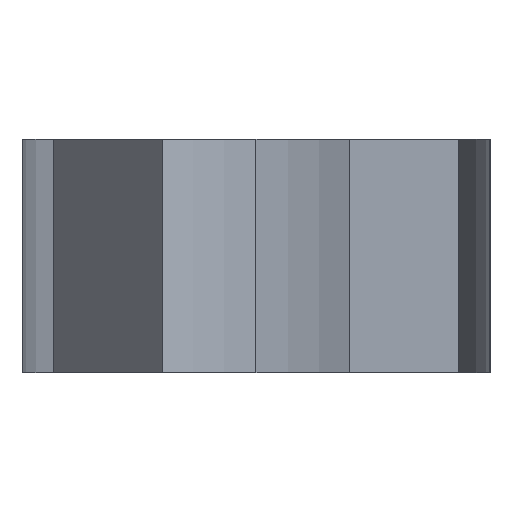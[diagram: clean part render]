
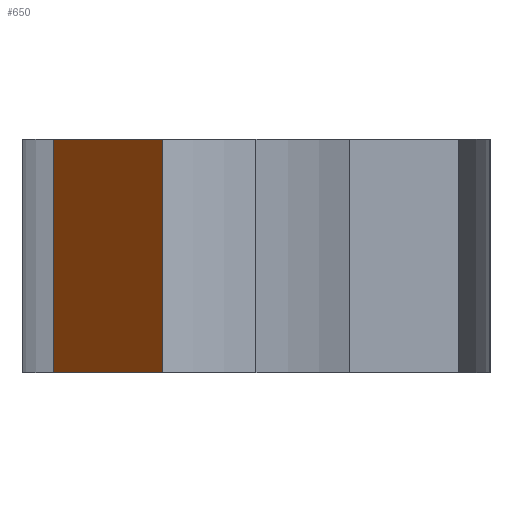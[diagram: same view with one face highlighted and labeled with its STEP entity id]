
A CAD part, left-side view. The second image highlights one B-rep face of the part: STEP entity #650.
In plain terms, the highlighted planar face has unit normal (-0.625, 0.781, 0).
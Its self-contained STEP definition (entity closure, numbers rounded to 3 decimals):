
#157=CARTESIAN_POINT('Vertex',(-45.,13.,7.5)) ;
#160=CARTESIAN_POINT('Line Origine',(-50.,9.,7.5)) ;
#164=CARTESIAN_POINT('Vertex',(-55.,5.,7.5)) ;
#529=CARTESIAN_POINT('Line Origine',(-55.,5.,0.)) ;
#533=CARTESIAN_POINT('Vertex',(-55.,5.,-7.5)) ;
#627=CARTESIAN_POINT('Axis2P3D Location',(-45.,13.,0.)) ;
#632=CARTESIAN_POINT('Line Origine',(-45.,13.,0.)) ;
#636=CARTESIAN_POINT('Vertex',(-45.,13.,-7.5)) ;
#639=CARTESIAN_POINT('Line Origine',(-50.,9.,-7.5)) ;
#161=DIRECTION('Vector Direction',(-0.781,-0.625,0.)) ;
#530=DIRECTION('Vector Direction',(0.,0.,-1.)) ;
#628=DIRECTION('Axis2P3D Direction',(0.625,-0.781,0.)) ;
#629=DIRECTION('Axis2P3D XDirection',(-0.781,-0.625,-0.)) ;
#633=DIRECTION('Vector Direction',(0.,0.,-1.)) ;
#640=DIRECTION('Vector Direction',(-0.781,-0.625,0.)) ;
#630=AXIS2_PLACEMENT_3D('Plane Axis2P3D',#627,#628,#629) ;
#645=ORIENTED_EDGE('',*,*,#638,.T.) ;
#646=ORIENTED_EDGE('',*,*,#643,.T.) ;
#647=ORIENTED_EDGE('',*,*,#535,.F.) ;
#648=ORIENTED_EDGE('',*,*,#166,.F.) ;
#162=VECTOR('Line Direction',#161,1.) ;
#531=VECTOR('Line Direction',#530,1.) ;
#634=VECTOR('Line Direction',#633,1.) ;
#641=VECTOR('Line Direction',#640,1.) ;
#650=ADVANCED_FACE('Corps principal',(#649),#631,.F.) ;
#166=EDGE_CURVE('',#158,#165,#163,.T.) ;
#535=EDGE_CURVE('',#165,#534,#532,.T.) ;
#638=EDGE_CURVE('',#158,#637,#635,.T.) ;
#643=EDGE_CURVE('',#637,#534,#642,.T.) ;
#644=EDGE_LOOP('',(#645,#646,#647,#648)) ;
#649=FACE_OUTER_BOUND('',#644,.T.) ;
#163=LINE('Line',#160,#162) ;
#532=LINE('Line',#529,#531) ;
#635=LINE('Line',#632,#634) ;
#642=LINE('Line',#639,#641) ;
#631=PLANE('',#630) ;
#158=VERTEX_POINT('',#157) ;
#165=VERTEX_POINT('',#164) ;
#534=VERTEX_POINT('',#533) ;
#637=VERTEX_POINT('',#636) ;
